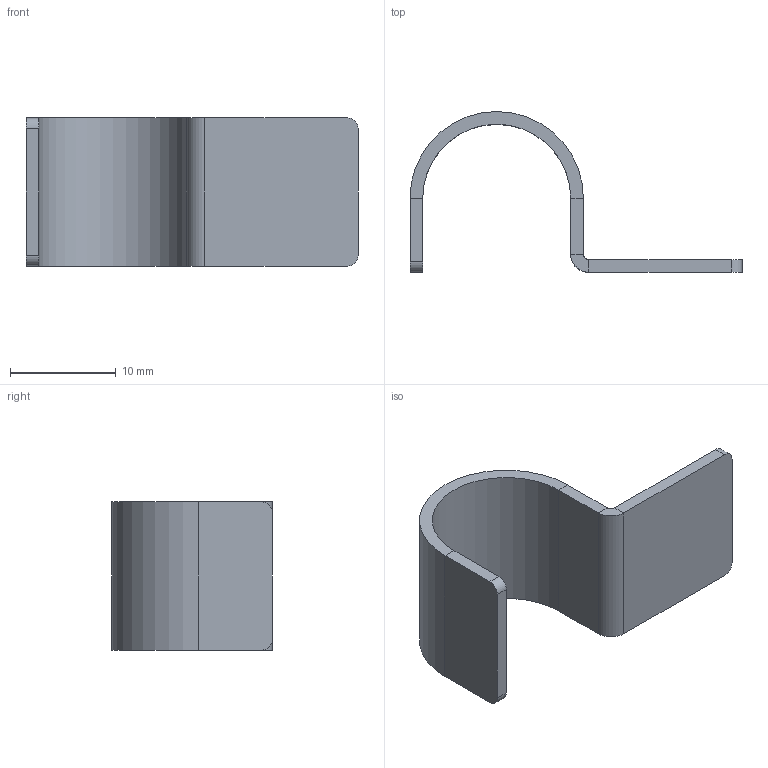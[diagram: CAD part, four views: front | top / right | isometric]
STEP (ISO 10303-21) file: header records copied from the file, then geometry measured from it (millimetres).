
FILE_DESCRIPTION((''),'2;1');
FILE_NAME('425514_PRT','2019-03-01T13:24:30',('tomasz.grudniewski'),(''),'CREO PARAMETRIC BY PTC INC, 2018500','CREO PARAMETRIC BY PTC INC, 2018500','');
FILE_SCHEMA(('CONFIG_CONTROL_DESIGN'));
Length unit declared in the file: millimetre
Products named in the file (1): 425514_PRT
Bounding box: 31.4 x 15.2 x 14 mm (x, y, z)
Volume: 879.4 mm3; surface area: 1622.9 mm2
Topology: 1 solids, 1 shells, 26 faces, 56 edges, 32 vertices
Faces by surface type: plane 18, cylinder 8
Entity records: 726 total; most frequent: DIRECTION 124, CARTESIAN_POINT 114, ORIENTED_EDGE 112, EDGE_CURVE 56, AXIS2_PLACEMENT_3D 42, VECTOR 40, LINE 40, VERTEX_POINT 32
